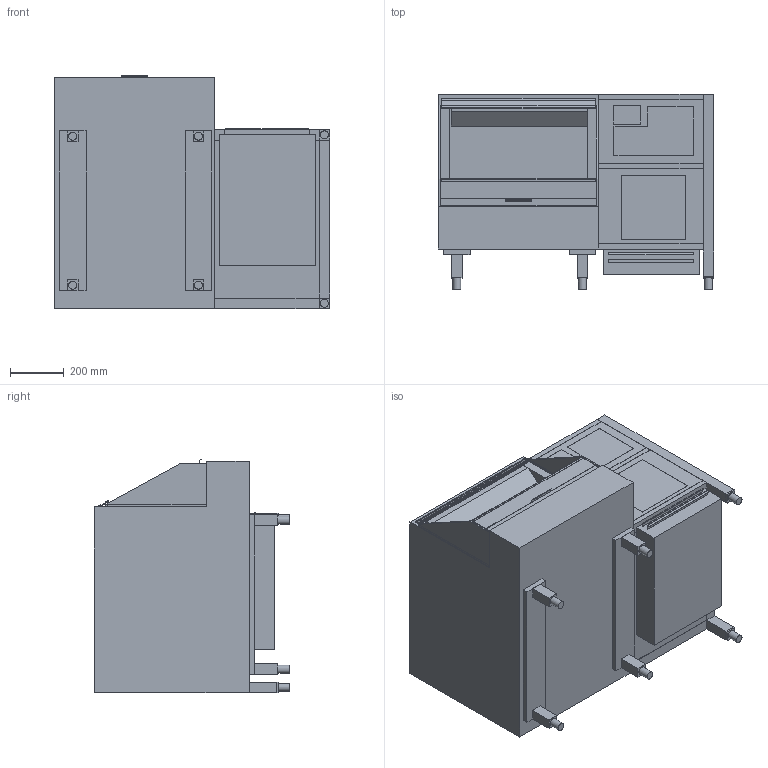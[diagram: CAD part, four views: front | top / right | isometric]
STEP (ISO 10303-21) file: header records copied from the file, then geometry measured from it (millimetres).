
FILE_DESCRIPTION(/* description */ ('eigengekühlt'),/* implementation_level */ '2;1');
FILE_NAME(/* name */ '3D-AKE-00021057.stp',/* time_stamp */ '2024-06-14T13:43:16+02:00',/* author */ ('julian.lux'),/* organization */ (''),/* preprocessor_version */ 'ST-DEVELOPER v18.1',/* originating_system */ 'Autodesk Inventor 2020',/* authorisation */ '');
FILE_SCHEMA (('AUTOMOTIVE_DESIGN { 1 0 10303 214 3 1 1 }'));
Length unit declared in the file: millimetre
Products named in the file (1): 3D-AKE-00021057
Bounding box: 1030 x 730 x 872.62 mm (x, y, z)
Volume: 165338405.6 mm3; surface area: 11451284.1 mm2
Topology: 63 solids, 63 shells, 467 faces, 1043 edges, 704 vertices
Faces by surface type: plane 396, cylinder 57, torus 14
Full cylindrical faces by diameter (mm): 5 x21, 30 x6
Entity records: 12875 total; most frequent: CARTESIAN_POINT 2215, DIRECTION 2161, ORIENTED_EDGE 2086, EDGE_CURVE 1043, LINE 861, VECTOR 861, VERTEX_POINT 704, AXIS2_PLACEMENT_3D 650
